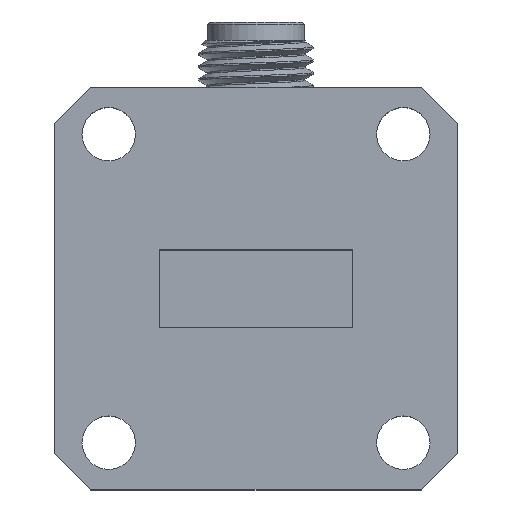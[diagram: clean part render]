
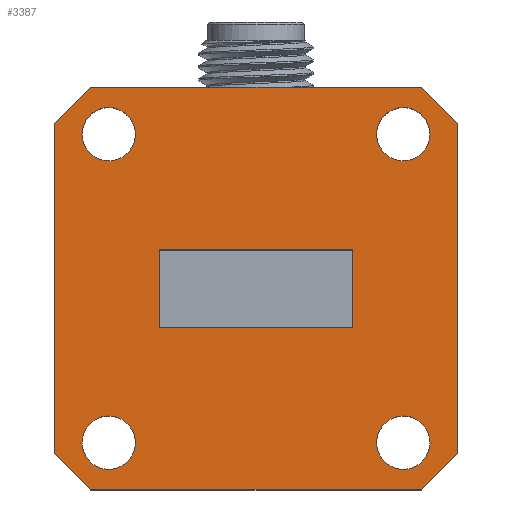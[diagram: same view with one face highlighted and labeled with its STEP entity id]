
A CAD part, top view. The second image highlights one B-rep face of the part: STEP entity #3387.
In plain terms, the highlighted planar face has unit normal (0, 0, 1).
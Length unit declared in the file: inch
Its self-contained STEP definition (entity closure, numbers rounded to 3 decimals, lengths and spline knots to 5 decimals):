
#165 = EDGE_LOOP ( 'NONE', ( #10034 ) ) ;
#213 = DIRECTION ( 'NONE',  ( 0.707, 0.707, 0. ) ) ;
#295 = LINE ( 'NONE', #14835, #16003 ) ;
#351 = VECTOR ( 'NONE', #15980, 39.37008 ) ;
#396 = VECTOR ( 'NONE', #8112, 39.37008 ) ;
#714 = EDGE_CURVE ( 'NONE', #14256, #9161, #4494, .T. ) ;
#1032 = VECTOR ( 'NONE', #9989, 39.37008 ) ;
#1489 = CARTESIAN_POINT ( 'NONE',  ( -0.21, -0.085, 0.5 ) ) ;
#1500 = VERTEX_POINT ( 'NONE', #18099 ) ;
#1685 = VERTEX_POINT ( 'NONE', #6001 ) ;
#1846 = CARTESIAN_POINT ( 'NONE',  ( -0.3585, -0.4375, 0.5 ) ) ;
#1933 = VERTEX_POINT ( 'NONE', #7670 ) ;
#2148 = DIRECTION ( 'NONE',  ( 0., 0., 1. ) ) ;
#2193 = CIRCLE ( 'NONE', #12168, 0.058 ) ;
#2237 = CARTESIAN_POINT ( 'NONE',  ( -0.4375, 0.3585, 0.5 ) ) ;
#2323 = LINE ( 'NONE', #9666, #15792 ) ;
#2395 = EDGE_CURVE ( 'NONE', #6334, #13379, #2323, .T. ) ;
#2665 = LINE ( 'NONE', #2940, #13861 ) ;
#2692 = EDGE_CURVE ( 'NONE', #1933, #12224, #16056, .T. ) ;
#2750 = CARTESIAN_POINT ( 'NONE',  ( 0.21, -0.085, 0.5 ) ) ;
#2829 = FACE_BOUND ( 'NONE', #165, .T. ) ;
#2835 = VERTEX_POINT ( 'NONE', #10774 ) ;
#2928 = EDGE_LOOP ( 'NONE', ( #15481, #17439, #8654, #14934, #7473, #7172, #17890, #7664 ) ) ;
#2940 = CARTESIAN_POINT ( 'NONE',  ( -0.4375, 0.4375, 0.5 ) ) ;
#2973 = VERTEX_POINT ( 'NONE', #16142 ) ;
#3103 = CARTESIAN_POINT ( 'NONE',  ( 0.21, 0.085, 0.5 ) ) ;
#3387 = ADVANCED_FACE ( 'NONE', ( #2829, #10858, #7696, #7068, #10416, #16269 ), #17063, .T. ) ;
#3715 = CARTESIAN_POINT ( 'NONE',  ( 0.378, 0.335, 0.5 ) ) ;
#3797 = DIRECTION ( 'NONE',  ( 0., -1., 0. ) ) ;
#4190 = CARTESIAN_POINT ( 'NONE',  ( -0.21, -0.085, 0.5 ) ) ;
#4306 = DIRECTION ( 'NONE',  ( -1., 0., 0. ) ) ;
#4440 = EDGE_CURVE ( 'NONE', #16057, #6424, #7495, .T. ) ;
#4494 = LINE ( 'NONE', #7006, #6487 ) ;
#4562 = EDGE_CURVE ( 'NONE', #8215, #7349, #14472, .T. ) ;
#4715 = ORIENTED_EDGE ( 'NONE', *, *, #17294, .F. ) ;
#4824 = LINE ( 'NONE', #17181, #1032 ) ;
#4853 = EDGE_LOOP ( 'NONE', ( #13262 ) ) ;
#5287 = VERTEX_POINT ( 'NONE', #3715 ) ;
#5432 = AXIS2_PLACEMENT_3D ( 'NONE', #11380, #18442, #18503 ) ;
#5465 = VECTOR ( 'NONE', #14133, 39.37008 ) ;
#5623 = DIRECTION ( 'NONE',  ( 0., 1., 0. ) ) ;
#5971 = DIRECTION ( 'NONE',  ( 1., 0., 0. ) ) ;
#6001 = CARTESIAN_POINT ( 'NONE',  ( 0.3585, 0.4375, 0.5 ) ) ;
#6093 = CARTESIAN_POINT ( 'NONE',  ( -0.32, -0.335, 0.5 ) ) ;
#6206 = LINE ( 'NONE', #16824, #396 ) ;
#6334 = VERTEX_POINT ( 'NONE', #10809 ) ;
#6424 = VERTEX_POINT ( 'NONE', #14043 ) ;
#6487 = VECTOR ( 'NONE', #16949, 39.37008 ) ;
#7006 = CARTESIAN_POINT ( 'NONE',  ( -0.4375, -0.4375, 0.5 ) ) ;
#7068 = FACE_BOUND ( 'NONE', #4853, .T. ) ;
#7115 = AXIS2_PLACEMENT_3D ( 'NONE', #16918, #8277, #13753 ) ;
#7172 = ORIENTED_EDGE ( 'NONE', *, *, #4562, .T. ) ;
#7212 = EDGE_CURVE ( 'NONE', #2973, #14256, #295, .T. ) ;
#7225 = DIRECTION ( 'NONE',  ( 0., 1., 0. ) ) ;
#7349 = VERTEX_POINT ( 'NONE', #2237 ) ;
#7473 = ORIENTED_EDGE ( 'NONE', *, *, #15770, .T. ) ;
#7495 = LINE ( 'NONE', #8415, #7718 ) ;
#7544 = ORIENTED_EDGE ( 'NONE', *, *, #9777, .F. ) ;
#7643 = DIRECTION ( 'NONE',  ( 1., 0., 0. ) ) ;
#7664 = ORIENTED_EDGE ( 'NONE', *, *, #7212, .T. ) ;
#7670 = CARTESIAN_POINT ( 'NONE',  ( 0.21, -0.085, 0.5 ) ) ;
#7692 = CARTESIAN_POINT ( 'NONE',  ( 0.32, -0.335, 0.5 ) ) ;
#7696 = FACE_BOUND ( 'NONE', #9487, .T. ) ;
#7714 = VECTOR ( 'NONE', #5623, 39.37008 ) ;
#7718 = VECTOR ( 'NONE', #7225, 39.37008 ) ;
#7891 = CIRCLE ( 'NONE', #7115, 0.058 ) ;
#8024 = CARTESIAN_POINT ( 'NONE',  ( -0.262, -0.335, 0.5 ) ) ;
#8112 = DIRECTION ( 'NONE',  ( -0.707, 0.707, 0. ) ) ;
#8215 = VERTEX_POINT ( 'NONE', #11165 ) ;
#8277 = DIRECTION ( 'NONE',  ( 0., 0., 1. ) ) ;
#8415 = CARTESIAN_POINT ( 'NONE',  ( 0.4375, -0.4375, 0.5 ) ) ;
#8654 = ORIENTED_EDGE ( 'NONE', *, *, #4440, .T. ) ;
#8837 = VERTEX_POINT ( 'NONE', #8024 ) ;
#8909 = DIRECTION ( 'NONE',  ( 0.707, -0.707, 0. ) ) ;
#9161 = VERTEX_POINT ( 'NONE', #10934 ) ;
#9487 = EDGE_LOOP ( 'NONE', ( #4715 ) ) ;
#9666 = CARTESIAN_POINT ( 'NONE',  ( -0.21, -0.085, 0.5 ) ) ;
#9744 = ORIENTED_EDGE ( 'NONE', *, *, #15678, .F. ) ;
#9777 = EDGE_CURVE ( 'NONE', #12224, #6334, #4824, .T. ) ;
#9946 = CARTESIAN_POINT ( 'NONE',  ( 0.398, -0.398, 0.5 ) ) ;
#9989 = DIRECTION ( 'NONE',  ( -1., 0., 0. ) ) ;
#10034 = ORIENTED_EDGE ( 'NONE', *, *, #10722, .F. ) ;
#10266 = ORIENTED_EDGE ( 'NONE', *, *, #12037, .F. ) ;
#10332 = DIRECTION ( 'NONE',  ( 0., 0., 1. ) ) ;
#10416 = FACE_BOUND ( 'NONE', #15499, .T. ) ;
#10572 = LINE ( 'NONE', #4190, #12371 ) ;
#10722 = EDGE_CURVE ( 'NONE', #1500, #1500, #14449, .T. ) ;
#10774 = CARTESIAN_POINT ( 'NONE',  ( 0.378, -0.335, 0.5 ) ) ;
#10809 = CARTESIAN_POINT ( 'NONE',  ( -0.21, 0.085, 0.5 ) ) ;
#10858 = FACE_BOUND ( 'NONE', #16168, .T. ) ;
#10934 = CARTESIAN_POINT ( 'NONE',  ( 0.3585, -0.4375, 0.5 ) ) ;
#11165 = CARTESIAN_POINT ( 'NONE',  ( -0.3585, 0.4375, 0.5 ) ) ;
#11320 = DIRECTION ( 'NONE',  ( 1., 0., 0. ) ) ;
#11380 = CARTESIAN_POINT ( 'NONE',  ( 0., 0., 0.5 ) ) ;
#12037 = EDGE_CURVE ( 'NONE', #5287, #5287, #7891, .T. ) ;
#12168 = AXIS2_PLACEMENT_3D ( 'NONE', #7692, #2148, #16568 ) ;
#12224 = VERTEX_POINT ( 'NONE', #3103 ) ;
#12250 = AXIS2_PLACEMENT_3D ( 'NONE', #16268, #10332, #7643 ) ;
#12291 = CARTESIAN_POINT ( 'NONE',  ( 0.4375, -0.3585, 0.5 ) ) ;
#12371 = VECTOR ( 'NONE', #11320, 39.37008 ) ;
#13262 = ORIENTED_EDGE ( 'NONE', *, *, #13613, .F. ) ;
#13375 = EDGE_CURVE ( 'NONE', #7349, #2973, #15584, .T. ) ;
#13379 = VERTEX_POINT ( 'NONE', #1489 ) ;
#13613 = EDGE_CURVE ( 'NONE', #8837, #8837, #15793, .T. ) ;
#13753 = DIRECTION ( 'NONE',  ( 1., 0., 0. ) ) ;
#13861 = VECTOR ( 'NONE', #4306, 39.37008 ) ;
#14043 = CARTESIAN_POINT ( 'NONE',  ( 0.4375, 0.3585, 0.5 ) ) ;
#14133 = DIRECTION ( 'NONE',  ( 0., -1., 0. ) ) ;
#14186 = EDGE_CURVE ( 'NONE', #9161, #16057, #14189, .T. ) ;
#14189 = LINE ( 'NONE', #9946, #16008 ) ;
#14256 = VERTEX_POINT ( 'NONE', #1846 ) ;
#14449 = CIRCLE ( 'NONE', #12250, 0.058 ) ;
#14472 = LINE ( 'NONE', #14524, #351 ) ;
#14480 = ORIENTED_EDGE ( 'NONE', *, *, #2692, .F. ) ;
#14524 = CARTESIAN_POINT ( 'NONE',  ( -0.398, 0.398, 0.5 ) ) ;
#14568 = DIRECTION ( 'NONE',  ( 0., 0., 1. ) ) ;
#14835 = CARTESIAN_POINT ( 'NONE',  ( -0.398, -0.398, 0.5 ) ) ;
#14934 = ORIENTED_EDGE ( 'NONE', *, *, #17347, .T. ) ;
#15481 = ORIENTED_EDGE ( 'NONE', *, *, #714, .T. ) ;
#15499 = EDGE_LOOP ( 'NONE', ( #7544, #14480, #9744, #15876 ) ) ;
#15584 = LINE ( 'NONE', #16854, #5465 ) ;
#15678 = EDGE_CURVE ( 'NONE', #13379, #1933, #10572, .T. ) ;
#15770 = EDGE_CURVE ( 'NONE', #1685, #8215, #2665, .T. ) ;
#15792 = VECTOR ( 'NONE', #3797, 39.37008 ) ;
#15793 = CIRCLE ( 'NONE', #15879, 0.058 ) ;
#15876 = ORIENTED_EDGE ( 'NONE', *, *, #2395, .F. ) ;
#15879 = AXIS2_PLACEMENT_3D ( 'NONE', #6093, #14568, #5971 ) ;
#15980 = DIRECTION ( 'NONE',  ( -0.707, -0.707, 0. ) ) ;
#16003 = VECTOR ( 'NONE', #8909, 39.37008 ) ;
#16008 = VECTOR ( 'NONE', #213, 39.37008 ) ;
#16056 = LINE ( 'NONE', #2750, #7714 ) ;
#16057 = VERTEX_POINT ( 'NONE', #12291 ) ;
#16142 = CARTESIAN_POINT ( 'NONE',  ( -0.4375, -0.3585, 0.5 ) ) ;
#16168 = EDGE_LOOP ( 'NONE', ( #10266 ) ) ;
#16268 = CARTESIAN_POINT ( 'NONE',  ( -0.32, 0.335, 0.5 ) ) ;
#16269 = FACE_OUTER_BOUND ( 'NONE', #2928, .T. ) ;
#16568 = DIRECTION ( 'NONE',  ( 1., 0., 0. ) ) ;
#16824 = CARTESIAN_POINT ( 'NONE',  ( 0.398, 0.398, 0.5 ) ) ;
#16854 = CARTESIAN_POINT ( 'NONE',  ( -0.4375, -0.4375, 0.5 ) ) ;
#16918 = CARTESIAN_POINT ( 'NONE',  ( 0.32, 0.335, 0.5 ) ) ;
#16949 = DIRECTION ( 'NONE',  ( 1., 0., 0. ) ) ;
#17063 = PLANE ( 'NONE',  #5432 ) ;
#17181 = CARTESIAN_POINT ( 'NONE',  ( -0.21, 0.085, 0.5 ) ) ;
#17294 = EDGE_CURVE ( 'NONE', #2835, #2835, #2193, .T. ) ;
#17347 = EDGE_CURVE ( 'NONE', #6424, #1685, #6206, .T. ) ;
#17439 = ORIENTED_EDGE ( 'NONE', *, *, #14186, .T. ) ;
#17890 = ORIENTED_EDGE ( 'NONE', *, *, #13375, .T. ) ;
#18099 = CARTESIAN_POINT ( 'NONE',  ( -0.262, 0.335, 0.5 ) ) ;
#18442 = DIRECTION ( 'NONE',  ( 0., 0., 1. ) ) ;
#18503 = DIRECTION ( 'NONE',  ( 1., 0., 0. ) ) ;
